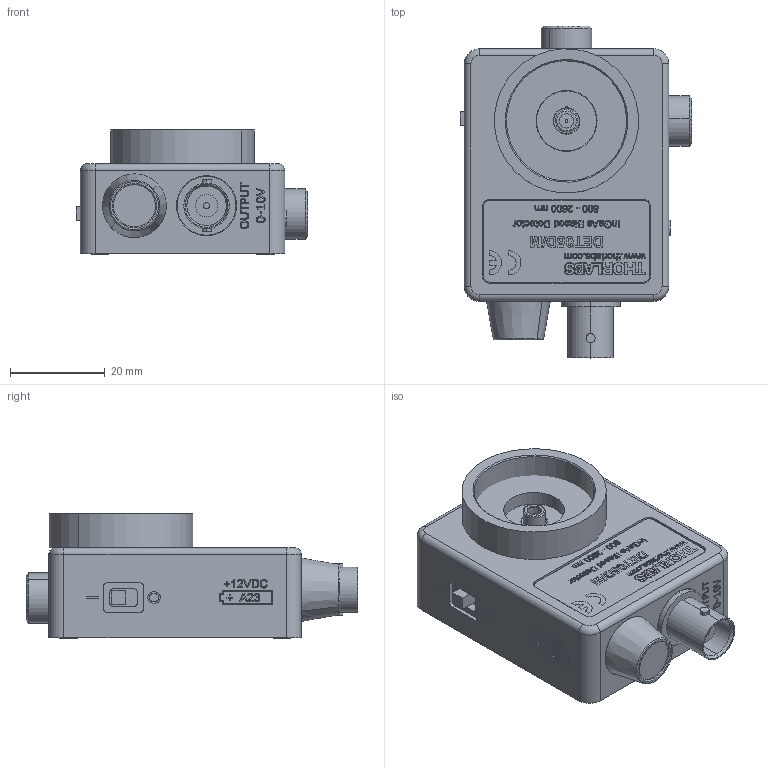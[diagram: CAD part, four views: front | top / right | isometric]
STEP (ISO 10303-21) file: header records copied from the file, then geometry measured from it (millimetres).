
FILE_DESCRIPTION (( 'STEP AP214' ), '1' );
FILE_NAME ('TTN035503.STEP', '2015-03-30T20:26:39', ( 'admin' ), ( '' ), 'SwSTEP 2.0', 'SolidWorks 2014', '' );
FILE_SCHEMA (( 'AUTOMOTIVE_DESIGN' ));
Length unit declared in the file: inch
Products named in the file (4): TTN035587-LB1_PDA25K-LB1; FD05D; DET housing; TTN035503
Assembly tree (3 placements, depth 2):
  TTN035503
    DET housing
    FD05D
    TTN035587-LB1_PDA25K-LB1
Bounding box: 48.83 x 70.12 x 26.2 mm (x, y, z)
Volume: 20614.1 mm3; surface area: 23705 mm2
Topology: 17 solids, 17 shells, 2159 faces, 5613 edges, 3689 vertices
Faces by surface type: plane 1185, bspline 626, cylinder 268, cone 60, torus 20
Entity records: 121547 total; most frequent: CARTESIAN_POINT 44378, ORIENTED_EDGE 11198, DIRECTION 8041, EDGE_CURVE 5599, VECTOR 3721, LINE 3721, VERTEX_POINT 3689, EDGE_LOOP 2404
